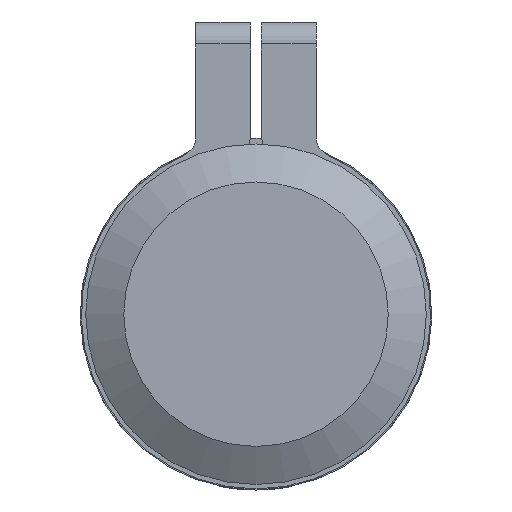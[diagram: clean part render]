
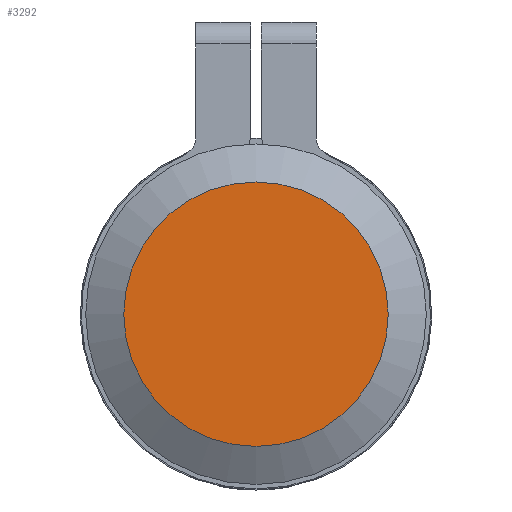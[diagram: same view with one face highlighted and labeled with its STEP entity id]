
A CAD part, front view. The second image highlights one B-rep face of the part: STEP entity #3292.
In plain terms, the highlighted planar face has unit normal (0, -1, 0).
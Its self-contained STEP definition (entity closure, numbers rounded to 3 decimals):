
#179=PLANE('',#3574);
#326=FACE_OUTER_BOUND('',#517,.T.);
#517=EDGE_LOOP('',(#2318,#2319));
#1338=CIRCLE('',#3572,6.018);
#1339=CIRCLE('',#3573,6.018);
#1465=VERTEX_POINT('',#4971);
#1466=VERTEX_POINT('',#4972);
#1803=EDGE_CURVE('',#1465,#1466,#1338,.T.);
#1804=EDGE_CURVE('',#1466,#1465,#1339,.T.);
#2318=ORIENTED_EDGE('',*,*,#1803,.T.);
#2319=ORIENTED_EDGE('',*,*,#1804,.T.);
#3292=ADVANCED_FACE('',(#326),#179,.T.);
#3572=AXIS2_PLACEMENT_3D('',#4973,#3953,#3954);
#3573=AXIS2_PLACEMENT_3D('',#4974,#3955,#3956);
#3574=AXIS2_PLACEMENT_3D('',#4976,#3958,#3959);
#3953=DIRECTION('center_axis',(0.,-1.,0.));
#3954=DIRECTION('ref_axis',(1.,0.,0.));
#3955=DIRECTION('center_axis',(0.,-1.,0.));
#3956=DIRECTION('ref_axis',(1.,0.,0.));
#3958=DIRECTION('center_axis',(0.,-1.,0.));
#3959=DIRECTION('ref_axis',(0.,0.,-1.));
#4971=CARTESIAN_POINT('',(6.018,0.,0.));
#4972=CARTESIAN_POINT('',(-6.018,0.,0.));
#4973=CARTESIAN_POINT('Origin',(0.,0.,0.));
#4974=CARTESIAN_POINT('Origin',(0.,0.,0.));
#4976=CARTESIAN_POINT('Origin',(3.009,0.,0.));
